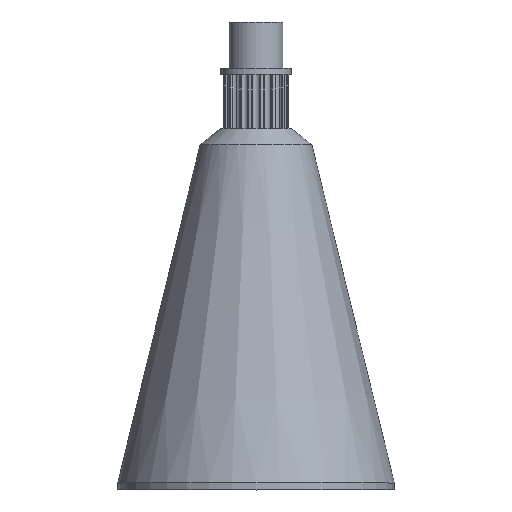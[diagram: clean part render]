
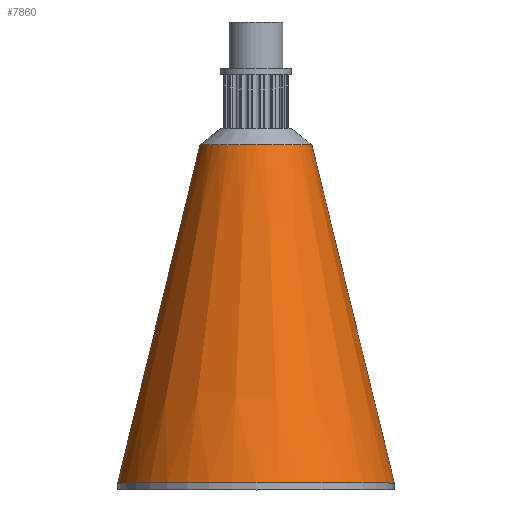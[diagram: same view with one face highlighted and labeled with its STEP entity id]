
A CAD part, top view. The second image highlights one B-rep face of the part: STEP entity #7860.
In plain terms, the highlighted conical face has half-angle 13.702 degrees and reference radius 20.672 mm.
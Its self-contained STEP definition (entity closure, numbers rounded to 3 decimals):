
#43 = CONICAL_SURFACE('',#44,5.25,0.905);
#44 = AXIS2_PLACEMENT_3D('',#45,#46,#47);
#45 = CARTESIAN_POINT('',(0.,38.,0.));
#46 = DIRECTION('',(0.,-1.,0.));
#47 = DIRECTION('',(1.,0.,0.));
#3101 = VERTEX_POINT('',#3102);
#3102 = CARTESIAN_POINT('',(8.342,35.571,0.));
#3125 = EDGE_CURVE('',#3101,#3101,#3126,.T.);
#3126 = SURFACE_CURVE('',#3127,(#3132,#3139),.PCURVE_S1.);
#3127 = CIRCLE('',#3128,8.342);
#3128 = AXIS2_PLACEMENT_3D('',#3129,#3130,#3131);
#3129 = CARTESIAN_POINT('',(0.,35.571,0.));
#3130 = DIRECTION('',(-0.,1.,0.));
#3131 = DIRECTION('',(1.,0.,0.));
#3132 = PCURVE('',#43,#3133);
#3133 = DEFINITIONAL_REPRESENTATION('',(#3134),#3138);
#3134 = LINE('',#3135,#3136);
#3135 = CARTESIAN_POINT('',(-0.,2.429));
#3136 = VECTOR('',#3137,1.);
#3137 = DIRECTION('',(-1.,0.));
#3138 = ( GEOMETRIC_REPRESENTATION_CONTEXT(2) 
PARAMETRIC_REPRESENTATION_CONTEXT() REPRESENTATION_CONTEXT('2D SPACE',''
  ) );
#3139 = PCURVE('',#3140,#3145);
#3140 = CONICAL_SURFACE('',#3141,20.672,0.239);
#3141 = AXIS2_PLACEMENT_3D('',#3142,#3143,#3144);
#3142 = CARTESIAN_POINT('',(0.,-15.,0.));
#3143 = DIRECTION('',(-0.,-1.,0.));
#3144 = DIRECTION('',(1.,0.,0.));
#3145 = DEFINITIONAL_REPRESENTATION('',(#3146),#3150);
#3146 = LINE('',#3147,#3148);
#3147 = CARTESIAN_POINT('',(-0.,-50.571));
#3148 = VECTOR('',#3149,1.);
#3149 = DIRECTION('',(-1.,-0.));
#3150 = ( GEOMETRIC_REPRESENTATION_CONTEXT(2) 
PARAMETRIC_REPRESENTATION_CONTEXT() REPRESENTATION_CONTEXT('2D SPACE',''
  ) );
#7860 = ADVANCED_FACE('',(#7861),#3140,.T.);
#7861 = FACE_BOUND('',#7862,.T.);
#7862 = EDGE_LOOP('',(#7863,#7886,#7887,#7888));
#7863 = ORIENTED_EDGE('',*,*,#7864,.T.);
#7864 = EDGE_CURVE('',#7865,#3101,#7867,.T.);
#7865 = VERTEX_POINT('',#7866);
#7866 = CARTESIAN_POINT('',(20.672,-15.,0.));
#7867 = SEAM_CURVE('',#7868,(#7872,#7879),.PCURVE_S1.);
#7868 = LINE('',#7869,#7870);
#7869 = CARTESIAN_POINT('',(20.672,-15.,0.));
#7870 = VECTOR('',#7871,1.);
#7871 = DIRECTION('',(-0.237,0.972,0.));
#7872 = PCURVE('',#3140,#7873);
#7873 = DEFINITIONAL_REPRESENTATION('',(#7874),#7878);
#7874 = LINE('',#7875,#7876);
#7875 = CARTESIAN_POINT('',(-6.283,0.));
#7876 = VECTOR('',#7877,1.);
#7877 = DIRECTION('',(-0.,-1.));
#7878 = ( GEOMETRIC_REPRESENTATION_CONTEXT(2) 
PARAMETRIC_REPRESENTATION_CONTEXT() REPRESENTATION_CONTEXT('2D SPACE',''
  ) );
#7879 = PCURVE('',#3140,#7880);
#7880 = DEFINITIONAL_REPRESENTATION('',(#7881),#7885);
#7881 = LINE('',#7882,#7883);
#7882 = CARTESIAN_POINT('',(0.,-0.));
#7883 = VECTOR('',#7884,1.);
#7884 = DIRECTION('',(-0.,-1.));
#7885 = ( GEOMETRIC_REPRESENTATION_CONTEXT(2) 
PARAMETRIC_REPRESENTATION_CONTEXT() REPRESENTATION_CONTEXT('2D SPACE',''
  ) );
#7886 = ORIENTED_EDGE('',*,*,#3125,.F.);
#7887 = ORIENTED_EDGE('',*,*,#7864,.F.);
#7888 = ORIENTED_EDGE('',*,*,#7889,.T.);
#7889 = EDGE_CURVE('',#7865,#7865,#7890,.T.);
#7890 = SURFACE_CURVE('',#7891,(#7896,#7903),.PCURVE_S1.);
#7891 = CIRCLE('',#7892,20.672);
#7892 = AXIS2_PLACEMENT_3D('',#7893,#7894,#7895);
#7893 = CARTESIAN_POINT('',(0.,-15.,0.));
#7894 = DIRECTION('',(-0.,1.,0.));
#7895 = DIRECTION('',(1.,0.,0.));
#7896 = PCURVE('',#3140,#7897);
#7897 = DEFINITIONAL_REPRESENTATION('',(#7898),#7902);
#7898 = LINE('',#7899,#7900);
#7899 = CARTESIAN_POINT('',(-0.,-0.));
#7900 = VECTOR('',#7901,1.);
#7901 = DIRECTION('',(-1.,-0.));
#7902 = ( GEOMETRIC_REPRESENTATION_CONTEXT(2) 
PARAMETRIC_REPRESENTATION_CONTEXT() REPRESENTATION_CONTEXT('2D SPACE',''
  ) );
#7903 = PCURVE('',#7904,#7909);
#7904 = CYLINDRICAL_SURFACE('',#7905,20.672);
#7905 = AXIS2_PLACEMENT_3D('',#7906,#7907,#7908);
#7906 = CARTESIAN_POINT('',(0.,-15.,0.));
#7907 = DIRECTION('',(0.,1.,0.));
#7908 = DIRECTION('',(1.,0.,0.));
#7909 = DEFINITIONAL_REPRESENTATION('',(#7910),#7914);
#7910 = LINE('',#7911,#7912);
#7911 = CARTESIAN_POINT('',(0.,0.));
#7912 = VECTOR('',#7913,1.);
#7913 = DIRECTION('',(1.,0.));
#7914 = ( GEOMETRIC_REPRESENTATION_CONTEXT(2) 
PARAMETRIC_REPRESENTATION_CONTEXT() REPRESENTATION_CONTEXT('2D SPACE',''
  ) );
